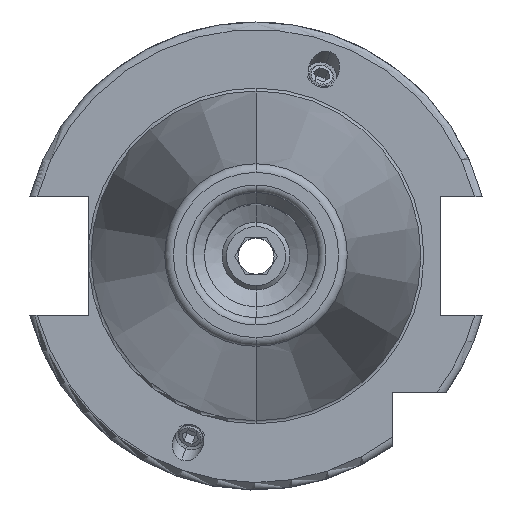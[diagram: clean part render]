
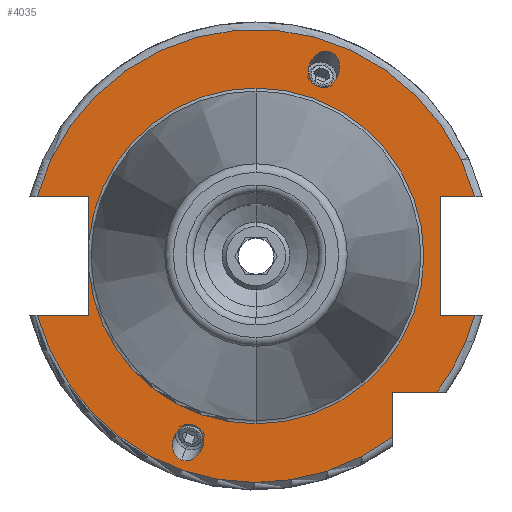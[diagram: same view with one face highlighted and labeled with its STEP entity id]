
A CAD part, top view. The second image highlights one B-rep face of the part: STEP entity #4035.
In plain terms, the highlighted planar face has unit normal (0, 0, 1).
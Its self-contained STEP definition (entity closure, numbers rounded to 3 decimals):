
#963=CARTESIAN_POINT('',(0,0,15.9));
#964=DIRECTION('',(0,0,1));
#965=DIRECTION('',(0.965,0.262,0));
#966=AXIS2_PLACEMENT_3D('',#963,#964,#965);
#1014=CARTESIAN_POINT('',(0,0,15.9));
#1015=DIRECTION('',(0,0,1));
#1016=DIRECTION('',(-0.965,-0.262,0));
#1017=AXIS2_PLACEMENT_3D('',#1014,#1015,#1016);
#1030=DIRECTION('',(1,0,0));
#1031=VECTOR('',#1030,7.004);
#1032=CARTESIAN_POINT('',(-29.704,-8.05,15.9));
#1033=LINE('',#1032,#1031);
#1034=DIRECTION('',(0,1,0));
#1035=VECTOR('',#1034,5.917);
#1036=CARTESIAN_POINT('',(-22.7,-8.05,15.9));
#1037=LINE('',#1036,#1035);
#1038=DIRECTION('',(0,1,0));
#1039=VECTOR('',#1038,5.917);
#1040=CARTESIAN_POINT('',(-22.7,2.133,15.9));
#1041=LINE('',#1040,#1039);
#1042=DIRECTION('',(1,0,0));
#1043=VECTOR('',#1042,7.004);
#1044=CARTESIAN_POINT('',(-29.704,8.05,15.9));
#1045=LINE('',#1044,#1043);
#1046=DIRECTION('',(-1,0,0));
#1047=VECTOR('',#1046,4.704);
#1048=CARTESIAN_POINT('',(29.704,8.05,15.9));
#1049=LINE('',#1048,#1047);
#1050=DIRECTION('',(0,-1,0));
#1051=VECTOR('',#1050,16.1);
#1052=CARTESIAN_POINT('',(25,8.05,15.9));
#1053=LINE('',#1052,#1051);
#1054=DIRECTION('',(-1,0,0));
#1055=VECTOR('',#1054,4.704);
#1056=CARTESIAN_POINT('',(29.704,-8.05,15.9));
#1057=LINE('',#1056,#1055);
#1058=CARTESIAN_POINT('',(0,0,15.9));
#1059=DIRECTION('',(0,0,1));
#1060=DIRECTION('',(0.799,-0.601,0));
#1061=AXIS2_PLACEMENT_3D('',#1058,#1059,#1060);
#1063=DIRECTION('',(-1,0,0));
#1064=VECTOR('',#1063,6.094);
#1065=CARTESIAN_POINT('',(24.594,-18.5,15.9));
#1066=LINE('',#1065,#1064);
#1067=DIRECTION('',(0,1,0));
#1068=VECTOR('',#1067,6.094);
#1069=CARTESIAN_POINT('',(18.5,-24.594,15.9));
#1070=LINE('',#1069,#1068);
#1071=CARTESIAN_POINT('',(10.09,27.723,15.9));
#1072=CARTESIAN_POINT('',(9.863,27.806,15.9));
#1073=CARTESIAN_POINT('',(9.337,27.884,15.9));
#1074=CARTESIAN_POINT('',(8.455,27.594,15.9));
#1075=CARTESIAN_POINT('',(7.834,27.033,15.9));
#1076=CARTESIAN_POINT('',(7.483,26.49,15.9));
#1077=CARTESIAN_POINT('',(7.298,26.077,15.9));
#1078=CARTESIAN_POINT('',(7.174,25.641,15.9));
#1079=CARTESIAN_POINT('',(7.094,25.,15.9));
#1080=CARTESIAN_POINT('',(7.208,24.17,15.9));
#1081=CARTESIAN_POINT('',(7.698,23.381,15.9));
#1082=CARTESIAN_POINT('',(8.152,23.103,15.9));
#1083=CARTESIAN_POINT('',(8.379,23.02,15.9));
#1085=CARTESIAN_POINT('',(8.379,23.02,15.9));
#1086=CARTESIAN_POINT('',(8.606,22.937,15.9));
#1087=CARTESIAN_POINT('',(9.133,22.859,15.9));
#1088=CARTESIAN_POINT('',(10.014,23.149,15.9));
#1089=CARTESIAN_POINT('',(10.635,23.711,15.9));
#1090=CARTESIAN_POINT('',(10.986,24.253,15.9));
#1091=CARTESIAN_POINT('',(11.171,24.667,15.9));
#1092=CARTESIAN_POINT('',(11.295,25.103,15.9));
#1093=CARTESIAN_POINT('',(11.375,25.744,15.9));
#1094=CARTESIAN_POINT('',(11.261,26.573,15.9));
#1095=CARTESIAN_POINT('',(10.771,27.362,15.9));
#1096=CARTESIAN_POINT('',(10.318,27.641,15.9));
#1097=CARTESIAN_POINT('',(10.09,27.723,15.9));
#1099=CARTESIAN_POINT('',(-10.09,-27.723,15.9));
#1100=CARTESIAN_POINT('',(-10.318,-27.641,15.9));
#1101=CARTESIAN_POINT('',(-10.771,-27.362,15.9));
#1102=CARTESIAN_POINT('',(-11.261,-26.573,15.9));
#1103=CARTESIAN_POINT('',(-11.375,-25.744,15.9));
#1104=CARTESIAN_POINT('',(-11.295,-25.103,15.9));
#1105=CARTESIAN_POINT('',(-11.171,-24.667,15.9));
#1106=CARTESIAN_POINT('',(-10.986,-24.253,15.9));
#1107=CARTESIAN_POINT('',(-10.635,-23.711,15.9));
#1108=CARTESIAN_POINT('',(-10.014,-23.149,15.9));
#1109=CARTESIAN_POINT('',(-9.133,-22.859,15.9));
#1110=CARTESIAN_POINT('',(-8.606,-22.937,15.9));
#1111=CARTESIAN_POINT('',(-8.379,-23.02,15.9));
#1113=CARTESIAN_POINT('',(-8.379,-23.02,15.9));
#1114=CARTESIAN_POINT('',(-8.152,-23.103,15.9));
#1115=CARTESIAN_POINT('',(-7.698,-23.381,15.9));
#1116=CARTESIAN_POINT('',(-7.208,-24.17,15.9));
#1117=CARTESIAN_POINT('',(-7.094,-25.,15.9));
#1118=CARTESIAN_POINT('',(-7.174,-25.641,15.9));
#1119=CARTESIAN_POINT('',(-7.298,-26.077,15.9));
#1120=CARTESIAN_POINT('',(-7.483,-26.49,15.9));
#1121=CARTESIAN_POINT('',(-7.834,-27.033,15.9));
#1122=CARTESIAN_POINT('',(-8.455,-27.594,15.9));
#1123=CARTESIAN_POINT('',(-9.337,-27.884,15.9));
#1124=CARTESIAN_POINT('',(-9.863,-27.806,15.9));
#1125=CARTESIAN_POINT('',(-10.09,-27.723,15.9));
#1137=CARTESIAN_POINT('',(0,0,15.9));
#1138=DIRECTION('',(0,0,1));
#1139=DIRECTION('',(0,1,0));
#1140=AXIS2_PLACEMENT_3D('',#1137,#1138,#1139);
#1152=CARTESIAN_POINT('',(0,0,15.9));
#1153=DIRECTION('',(0,0,1));
#1154=DIRECTION('',(-0.996,-0.094,0));
#1155=AXIS2_PLACEMENT_3D('',#1152,#1153,#1154);
#1157=CARTESIAN_POINT('',(0,0,15.9));
#1158=DIRECTION('',(0,0,-1));
#1159=DIRECTION('',(0,1,0));
#1160=AXIS2_PLACEMENT_3D('',#1157,#1158,#1159);
#2637=CARTESIAN_POINT('',(0,22.8,15.9));
#2639=VERTEX_POINT('',#2637);
#2659=CARTESIAN_POINT('',(0,-22.8,15.9));
#2661=VERTEX_POINT('',#2659);
#2807=CARTESIAN_POINT('',(-29.704,-8.05,15.9));
#2808=CARTESIAN_POINT('',(-22.7,-8.05,15.9));
#2809=VERTEX_POINT('',#2807);
#2810=VERTEX_POINT('',#2808);
#2811=CARTESIAN_POINT('',(-22.7,-2.133,15.9));
#2812=VERTEX_POINT('',#2811);
#2813=CARTESIAN_POINT('',(-22.7,2.133,15.9));
#2814=CARTESIAN_POINT('',(-22.7,8.05,15.9));
#2815=VERTEX_POINT('',#2813);
#2816=VERTEX_POINT('',#2814);
#2817=CARTESIAN_POINT('',(-29.704,8.05,15.9));
#2818=VERTEX_POINT('',#2817);
#2819=CARTESIAN_POINT('',(25,8.05,15.9));
#2820=CARTESIAN_POINT('',(25,-8.05,15.9));
#2821=VERTEX_POINT('',#2819);
#2822=VERTEX_POINT('',#2820);
#2823=CARTESIAN_POINT('',(29.704,-8.05,15.9));
#2824=VERTEX_POINT('',#2823);
#2825=CARTESIAN_POINT('',(29.704,8.05,15.9));
#2826=VERTEX_POINT('',#2825);
#2827=CARTESIAN_POINT('',(18.5,-24.594,15.9));
#2828=CARTESIAN_POINT('',(18.5,-18.5,15.9));
#2829=VERTEX_POINT('',#2827);
#2830=VERTEX_POINT('',#2828);
#2831=CARTESIAN_POINT('',(24.594,-18.5,15.9));
#2832=VERTEX_POINT('',#2831);
#2921=VERTEX_POINT('',#1071);
#2922=VERTEX_POINT('',#1083);
#2978=CARTESIAN_POINT('',(-10.09,-27.723,15.9));
#2980=VERTEX_POINT('',#2978);
#2985=CARTESIAN_POINT('',(-8.379,-23.02,15.9));
#2986=VERTEX_POINT('',#2985);
#3996=CARTESIAN_POINT('',(0,0,15.9));
#3997=DIRECTION('',(0,0,-1));
#3998=DIRECTION('',(0,-1,0));
#3999=AXIS2_PLACEMENT_3D('',#3996,#3997,#3998);
#4000=PLANE('',#3999);
#4001=ORIENTED_EDGE('',*,*,#3201,.T.);
#4002=ORIENTED_EDGE('',*,*,#3240,.T.);
#4004=ORIENTED_EDGE('',*,*,#4003,.T.);
#4006=ORIENTED_EDGE('',*,*,#4005,.F.);
#4008=ORIENTED_EDGE('',*,*,#4007,.T.);
#4009=ORIENTED_EDGE('',*,*,#3236,.T.);
#4010=ORIENTED_EDGE('',*,*,#3274,.F.);
#4011=ORIENTED_EDGE('',*,*,#3974,.F.);
#4013=ORIENTED_EDGE('',*,*,#4012,.T.);
#4015=ORIENTED_EDGE('',*,*,#4014,.T.);
#4016=ORIENTED_EDGE('',*,*,#3350,.F.);
#4017=ORIENTED_EDGE('',*,*,#3964,.F.);
#4018=ORIENTED_EDGE('',*,*,#3407,.T.);
#4019=ORIENTED_EDGE('',*,*,#3458,.F.);
#4020=ORIENTED_EDGE('',*,*,#3990,.F.);
#4021=EDGE_LOOP('',(#4001,#4002,#4004,#4006,#4008,#4009,#4010,#4011,#4013,#4015,
#4016,#4017,#4018,#4019,#4020));
#4022=FACE_OUTER_BOUND('',#4021,.F.);
#4024=ORIENTED_EDGE('',*,*,#4023,.T.);
#4026=ORIENTED_EDGE('',*,*,#4025,.T.);
#4027=EDGE_LOOP('',(#4024,#4026));
#4028=FACE_BOUND('',#4027,.F.);
#4030=ORIENTED_EDGE('',*,*,#4029,.F.);
#4032=ORIENTED_EDGE('',*,*,#4031,.F.);
#4033=EDGE_LOOP('',(#4030,#4032));
#4034=FACE_BOUND('',#4033,.F.);
#4035=ADVANCED_FACE('',(#4022,#4028,#4034),#4000,.F.);
#967=CIRCLE('',#966,30.775);
#1018=CIRCLE('',#1017,30.775);
#1062=CIRCLE('',#1061,30.775);
#1084=B_SPLINE_CURVE_WITH_KNOTS('',3,(#1071,#1072,#1073,#1074,#1075,#1076,#1077,
#1078,#1079,#1080,#1081,#1082,#1083),.UNSPECIFIED.,.F.,.F.,(4,1,1,1,1,1,1,1,1,1,
4),(0,0.125,0.25,0.375,0.438,0.5,0.563,0.625,0.75,0.875,
1.0),.UNSPECIFIED.);
#1098=B_SPLINE_CURVE_WITH_KNOTS('',3,(#1085,#1086,#1087,#1088,#1089,#1090,#1091,
#1092,#1093,#1094,#1095,#1096,#1097),.UNSPECIFIED.,.F.,.F.,(4,1,1,1,1,1,1,1,1,1,
4),(0,0.125,0.25,0.375,0.438,0.5,0.563,0.625,0.75,0.875,
1.0),.UNSPECIFIED.);
#1112=B_SPLINE_CURVE_WITH_KNOTS('',3,(#1099,#1100,#1101,#1102,#1103,#1104,#1105,
#1106,#1107,#1108,#1109,#1110,#1111),.UNSPECIFIED.,.F.,.F.,(4,1,1,1,1,1,1,1,1,1,
4),(0,0.125,0.25,0.375,0.438,0.5,0.563,0.625,0.75,0.875,
1.0),.UNSPECIFIED.);
#1126=B_SPLINE_CURVE_WITH_KNOTS('',3,(#1113,#1114,#1115,#1116,#1117,#1118,#1119,
#1120,#1121,#1122,#1123,#1124,#1125),.UNSPECIFIED.,.F.,.F.,(4,1,1,1,1,1,1,1,1,1,
4),(0,0.125,0.25,0.375,0.438,0.5,0.563,0.625,0.75,0.875,
1.0),.UNSPECIFIED.);
#1141=CIRCLE('',#1140,22.8);
#1156=CIRCLE('',#1155,22.8);
#1161=CIRCLE('',#1160,22.8);
#3201=EDGE_CURVE('',#2809,#2810,#1033,.T.);
#3236=EDGE_CURVE('',#2815,#2816,#1041,.T.);
#3240=EDGE_CURVE('',#2810,#2812,#1037,.T.);
#3274=EDGE_CURVE('',#2818,#2816,#1045,.T.);
#3350=EDGE_CURVE('',#2824,#2822,#1057,.T.);
#3407=EDGE_CURVE('',#2832,#2830,#1066,.T.);
#3458=EDGE_CURVE('',#2829,#2830,#1070,.T.);
#3964=EDGE_CURVE('',#2832,#2824,#1062,.T.);
#3974=EDGE_CURVE('',#2826,#2818,#967,.T.);
#3990=EDGE_CURVE('',#2809,#2829,#1018,.T.);
#4003=EDGE_CURVE('',#2812,#2661,#1156,.T.);
#4005=EDGE_CURVE('',#2639,#2661,#1161,.T.);
#4007=EDGE_CURVE('',#2639,#2815,#1141,.T.);
#4012=EDGE_CURVE('',#2826,#2821,#1049,.T.);
#4014=EDGE_CURVE('',#2821,#2822,#1053,.T.);
#4023=EDGE_CURVE('',#2921,#2922,#1084,.T.);
#4025=EDGE_CURVE('',#2922,#2921,#1098,.T.);
#4029=EDGE_CURVE('',#2980,#2986,#1112,.T.);
#4031=EDGE_CURVE('',#2986,#2980,#1126,.T.);
